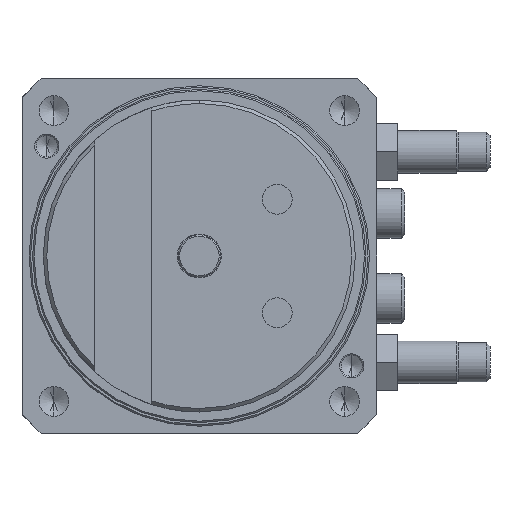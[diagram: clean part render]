
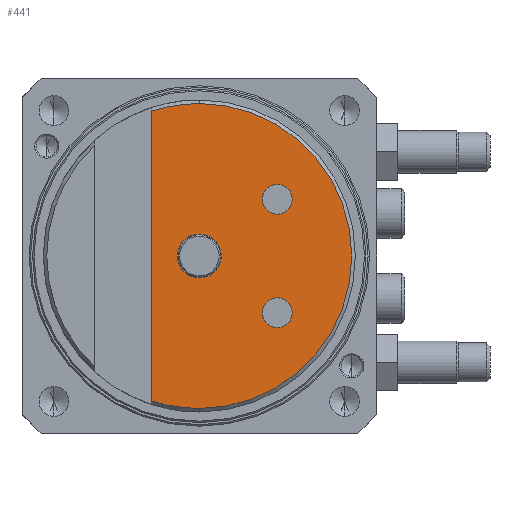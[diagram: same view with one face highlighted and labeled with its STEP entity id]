
A CAD part, front view. The second image highlights one B-rep face of the part: STEP entity #441.
In plain terms, the highlighted planar face has unit normal (0, -1, 0).
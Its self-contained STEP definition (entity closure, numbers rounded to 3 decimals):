
#374 = ORIENTED_EDGE ( 'NONE', *, *, #438, .F. ) ;
#415 = EDGE_LOOP ( 'NONE', ( #422, #493 ) ) ;
#416 = EDGE_CURVE ( 'NONE', #2134, #2141, #4475, .T. ) ;
#419 = ORIENTED_EDGE ( 'NONE', *, *, #866, .F. ) ;
#420 = EDGE_LOOP ( 'NONE', ( #431, #427 ) ) ;
#422 = ORIENTED_EDGE ( 'NONE', *, *, #416, .T. ) ;
#427 = ORIENTED_EDGE ( 'NONE', *, *, #936, .F. ) ;
#431 = ORIENTED_EDGE ( 'NONE', *, *, #432, .F. ) ;
#432 = EDGE_CURVE ( 'NONE', #934, #941, #4514, .T. ) ;
#438 = EDGE_CURVE ( 'NONE', #867, #787, #4502, .T. ) ;
#439 = ORIENTED_EDGE ( 'NONE', *, *, #855, .T. ) ;
#440 = EDGE_LOOP ( 'NONE', ( #374, #419 ) ) ;
#441 = ADVANCED_FACE ( 'NONE', ( #4503, #4497, #4496, #4495 ), #4494, .T. ) ;
#442 = EDGE_LOOP ( 'NONE', ( #445, #446, #451, #439 ) ) ;
#445 = ORIENTED_EDGE ( 'NONE', *, *, #449, .F. ) ;
#446 = ORIENTED_EDGE ( 'NONE', *, *, #447, .T. ) ;
#447 = EDGE_CURVE ( 'NONE', #450, #794, #4485, .T. ) ;
#449 = EDGE_CURVE ( 'NONE', #450, #856, #4542, .T. ) ;
#450 = VERTEX_POINT ( 'NONE', #4538 ) ;
#451 = ORIENTED_EDGE ( 'NONE', *, *, #800, .T. ) ;
#493 = ORIENTED_EDGE ( 'NONE', *, *, #2140, .T. ) ;
#787 = VERTEX_POINT ( 'NONE', #5124 ) ;
#794 = VERTEX_POINT ( 'NONE', #5108 ) ;
#795 = VERTEX_POINT ( 'NONE', #5107 ) ;
#800 = EDGE_CURVE ( 'NONE', #794, #795, #5105, .T. ) ;
#855 = EDGE_CURVE ( 'NONE', #795, #856, #5245, .T. ) ;
#856 = VERTEX_POINT ( 'NONE', #5241 ) ;
#866 = EDGE_CURVE ( 'NONE', #787, #867, #5287, .T. ) ;
#867 = VERTEX_POINT ( 'NONE', #5283 ) ;
#934 = VERTEX_POINT ( 'NONE', #5399 ) ;
#936 = EDGE_CURVE ( 'NONE', #941, #934, #5398, .T. ) ;
#941 = VERTEX_POINT ( 'NONE', #5445 ) ;
#2134 = VERTEX_POINT ( 'NONE', #7672 ) ;
#2140 = EDGE_CURVE ( 'NONE', #2141, #2134, #7665, .T. ) ;
#2141 = VERTEX_POINT ( 'NONE', #7660 ) ;
#4471 = DIRECTION ( 'NONE',  ( 0., 0., 1. ) ) ;
#4472 = DIRECTION ( 'NONE',  ( 0., 1., 0. ) ) ;
#4473 = CARTESIAN_POINT ( 'NONE',  ( 0., -15., 0. ) ) ;
#4474 = AXIS2_PLACEMENT_3D ( 'NONE', #4473, #4472, #4471 ) ;
#4475 = CIRCLE ( 'NONE', #4474, 3.1 ) ;
#4482 = DIRECTION ( 'NONE',  ( 0., -1., 0. ) ) ;
#4483 = CARTESIAN_POINT ( 'NONE',  ( 0., -15., 0. ) ) ;
#4484 = AXIS2_PLACEMENT_3D ( 'NONE', #4483, #4482, #4547 ) ;
#4485 = CIRCLE ( 'NONE', #4484, 21.5 ) ;
#4490 = DIRECTION ( 'NONE',  ( 0., 0., -1. ) ) ;
#4491 = DIRECTION ( 'NONE',  ( 0., -1., 0. ) ) ;
#4492 = CARTESIAN_POINT ( 'NONE',  ( 0., -15., 0. ) ) ;
#4493 = AXIS2_PLACEMENT_3D ( 'NONE', #4492, #4491, #4490 ) ;
#4494 = PLANE ( 'NONE',  #4493 ) ;
#4495 = FACE_BOUND ( 'NONE', #415, .T. ) ;
#4496 = FACE_BOUND ( 'NONE', #420, .T. ) ;
#4497 = FACE_BOUND ( 'NONE', #440, .T. ) ;
#4498 = DIRECTION ( 'NONE',  ( 0., 0., -1. ) ) ;
#4499 = DIRECTION ( 'NONE',  ( 0., -1., 0. ) ) ;
#4500 = CARTESIAN_POINT ( 'NONE',  ( 11., -15., -8. ) ) ;
#4501 = AXIS2_PLACEMENT_3D ( 'NONE', #4500, #4499, #4498 ) ;
#4502 = CIRCLE ( 'NONE', #4501, 2.1 ) ;
#4503 = FACE_OUTER_BOUND ( 'NONE', #442, .T. ) ;
#4510 = DIRECTION ( 'NONE',  ( 0., 0., -1. ) ) ;
#4511 = DIRECTION ( 'NONE',  ( 0., -1., 0. ) ) ;
#4512 = CARTESIAN_POINT ( 'NONE',  ( 11., -15., 8. ) ) ;
#4513 = AXIS2_PLACEMENT_3D ( 'NONE', #4512, #4511, #4510 ) ;
#4514 = CIRCLE ( 'NONE', #4513, 2.1 ) ;
#4538 = CARTESIAN_POINT ( 'NONE',  ( -6.75, -15., -20.413 ) ) ;
#4539 = DIRECTION ( 'NONE',  ( 0., 0., 1. ) ) ;
#4540 = VECTOR ( 'NONE', #4539, 1000. ) ;
#4541 = CARTESIAN_POINT ( 'NONE',  ( -6.75, -15., -21.464 ) ) ;
#4542 = LINE ( 'NONE', #4541, #4540 ) ;
#4547 = DIRECTION ( 'NONE',  ( 0., 0., -1. ) ) ;
#5104 = AXIS2_PLACEMENT_3D ( 'NONE', #5166, #5165, #5164 ) ;
#5105 = CIRCLE ( 'NONE', #5104, 21.5 ) ;
#5107 = CARTESIAN_POINT ( 'NONE',  ( 0., -15., 21.5 ) ) ;
#5108 = CARTESIAN_POINT ( 'NONE',  ( 0., -15., -21.5 ) ) ;
#5124 = CARTESIAN_POINT ( 'NONE',  ( 11., -15., -5.9 ) ) ;
#5164 = DIRECTION ( 'NONE',  ( 0., 0., -1. ) ) ;
#5165 = DIRECTION ( 'NONE',  ( 0., -1., 0. ) ) ;
#5166 = CARTESIAN_POINT ( 'NONE',  ( 0., -15., 0. ) ) ;
#5229 = CARTESIAN_POINT ( 'NONE',  ( 11., -15., -8. ) ) ;
#5241 = CARTESIAN_POINT ( 'NONE',  ( -6.75, -15., 20.413 ) ) ;
#5242 = DIRECTION ( 'NONE',  ( 0., 0., -1. ) ) ;
#5243 = DIRECTION ( 'NONE',  ( 0., -1., 0. ) ) ;
#5244 = AXIS2_PLACEMENT_3D ( 'NONE', #5250, #5243, #5242 ) ;
#5245 = CIRCLE ( 'NONE', #5244, 21.5 ) ;
#5250 = CARTESIAN_POINT ( 'NONE',  ( 0., -15., 0. ) ) ;
#5283 = CARTESIAN_POINT ( 'NONE',  ( 11., -15., -10.1 ) ) ;
#5284 = DIRECTION ( 'NONE',  ( 0., 0., -1. ) ) ;
#5285 = DIRECTION ( 'NONE',  ( 0., -1., 0. ) ) ;
#5286 = AXIS2_PLACEMENT_3D ( 'NONE', #5229, #5285, #5284 ) ;
#5287 = CIRCLE ( 'NONE', #5286, 2.1 ) ;
#5394 = DIRECTION ( 'NONE',  ( 0., 0., -1. ) ) ;
#5395 = DIRECTION ( 'NONE',  ( 0., -1., 0. ) ) ;
#5396 = CARTESIAN_POINT ( 'NONE',  ( 11., -15., 8. ) ) ;
#5397 = AXIS2_PLACEMENT_3D ( 'NONE', #5396, #5395, #5394 ) ;
#5398 = CIRCLE ( 'NONE', #5397, 2.1 ) ;
#5399 = CARTESIAN_POINT ( 'NONE',  ( 11., -15., 5.9 ) ) ;
#5445 = CARTESIAN_POINT ( 'NONE',  ( 11., -15., 10.1 ) ) ;
#7660 = CARTESIAN_POINT ( 'NONE',  ( 0., -15., -3.1 ) ) ;
#7661 = DIRECTION ( 'NONE',  ( 0., 0., 1. ) ) ;
#7662 = DIRECTION ( 'NONE',  ( 0., 1., 0. ) ) ;
#7663 = CARTESIAN_POINT ( 'NONE',  ( 0., -15., 0. ) ) ;
#7664 = AXIS2_PLACEMENT_3D ( 'NONE', #7663, #7662, #7661 ) ;
#7665 = CIRCLE ( 'NONE', #7664, 3.1 ) ;
#7672 = CARTESIAN_POINT ( 'NONE',  ( 0., -15., 3.1 ) ) ;
